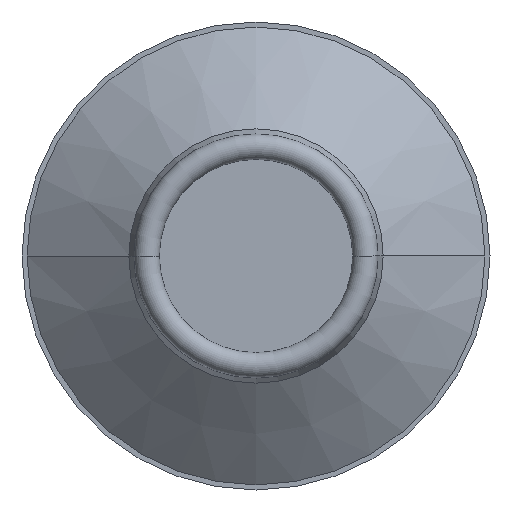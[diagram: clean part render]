
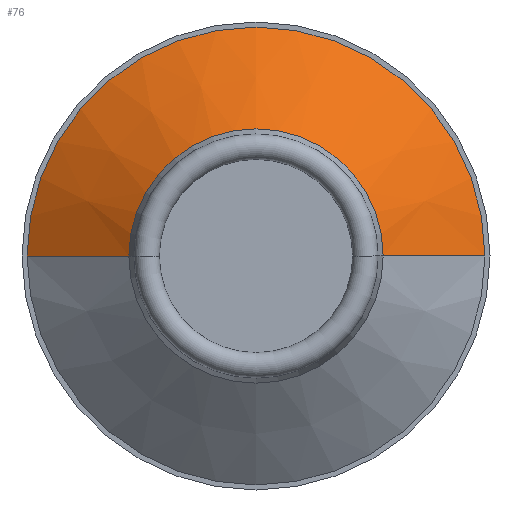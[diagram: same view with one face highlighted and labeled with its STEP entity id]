
A CAD part, front view. The second image highlights one B-rep face of the part: STEP entity #76.
In plain terms, the highlighted conical face has half-angle 52.046 degrees and reference radius 12.5 mm.
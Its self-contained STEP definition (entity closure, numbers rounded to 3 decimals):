
#13 = ORIENTED_EDGE ( 'NONE', *, *, #812, .F. ) ;
#18 = LINE ( 'NONE', #292, #677 ) ;
#44 = CARTESIAN_POINT ( 'NONE',  ( 0., -3.2, 0. ) ) ;
#76 = ADVANCED_FACE ( 'NONE', ( #911 ), #1010, .T. ) ;
#110 = LINE ( 'NONE', #257, #1060 ) ;
#148 = DIRECTION ( 'NONE',  ( -1., 0., 0. ) ) ;
#246 = DIRECTION ( 'NONE',  ( 0., 1., 0. ) ) ;
#257 = CARTESIAN_POINT ( 'NONE',  ( -12.5, -11., 0. ) ) ;
#288 = ORIENTED_EDGE ( 'NONE', *, *, #460, .F. ) ;
#292 = CARTESIAN_POINT ( 'NONE',  ( 12.5, -11., 0. ) ) ;
#320 = VERTEX_POINT ( 'NONE', #792 ) ;
#336 = DIRECTION ( 'NONE',  ( 0., 1., 0. ) ) ;
#381 = VERTEX_POINT ( 'NONE', #423 ) ;
#410 = CARTESIAN_POINT ( 'NONE',  ( -22.5, -3.2, 0. ) ) ;
#423 = CARTESIAN_POINT ( 'NONE',  ( 22.5, -3.2, 0. ) ) ;
#436 = VERTEX_POINT ( 'NONE', #622 ) ;
#460 = EDGE_CURVE ( 'NONE', #320, #799, #110, .T. ) ;
#515 = CARTESIAN_POINT ( 'NONE',  ( 0., -11., 0. ) ) ;
#547 = CARTESIAN_POINT ( 'NONE',  ( 0., -11., 0. ) ) ;
#582 = AXIS2_PLACEMENT_3D ( 'NONE', #44, #336, #982 ) ;
#593 = EDGE_CURVE ( 'NONE', #436, #381, #18, .T. ) ;
#622 = CARTESIAN_POINT ( 'NONE',  ( 12.5, -11., 0. ) ) ;
#631 = DIRECTION ( 'NONE',  ( -0.789, 0.615, 0. ) ) ;
#677 = VECTOR ( 'NONE', #760, 1000. ) ;
#700 = CIRCLE ( 'NONE', #1093, 12.5 ) ;
#742 = DIRECTION ( 'NONE',  ( -1., 0., 0. ) ) ;
#760 = DIRECTION ( 'NONE',  ( 0.789, 0.615, 0. ) ) ;
#792 = CARTESIAN_POINT ( 'NONE',  ( -12.5, -11., 0. ) ) ;
#799 = VERTEX_POINT ( 'NONE', #410 ) ;
#812 = EDGE_CURVE ( 'NONE', #799, #381, #863, .T. ) ;
#863 = CIRCLE ( 'NONE', #582, 22.5 ) ;
#867 = ORIENTED_EDGE ( 'NONE', *, *, #593, .T. ) ;
#911 = FACE_OUTER_BOUND ( 'NONE', #970, .T. ) ;
#970 = EDGE_LOOP ( 'NONE', ( #1052, #867, #13, #288 ) ) ;
#982 = DIRECTION ( 'NONE',  ( -1., 0., 0. ) ) ;
#992 = EDGE_CURVE ( 'NONE', #320, #436, #700, .T. ) ;
#1010 = CONICAL_SURFACE ( 'NONE', #1147, 12.5, 0.908 ) ;
#1052 = ORIENTED_EDGE ( 'NONE', *, *, #992, .T. ) ;
#1060 = VECTOR ( 'NONE', #631, 1000. ) ;
#1093 = AXIS2_PLACEMENT_3D ( 'NONE', #515, #246, #148 ) ;
#1147 = AXIS2_PLACEMENT_3D ( 'NONE', #547, #1187, #742 ) ;
#1187 = DIRECTION ( 'NONE',  ( 0., 1., 0. ) ) ;
